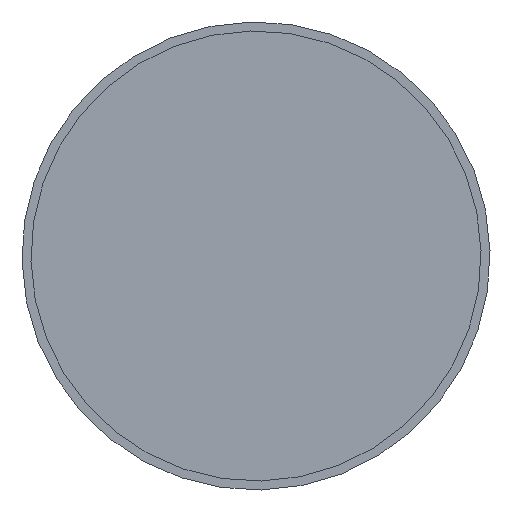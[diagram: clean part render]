
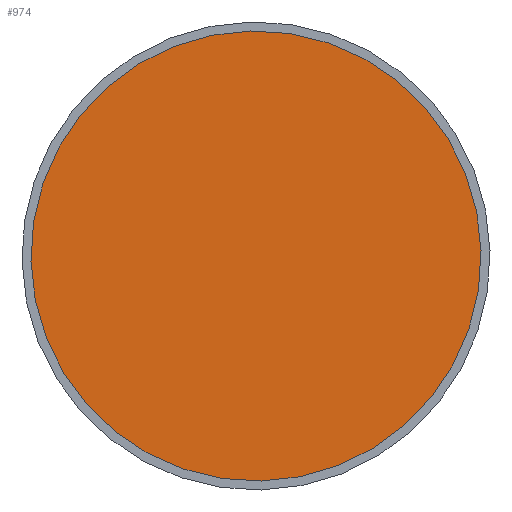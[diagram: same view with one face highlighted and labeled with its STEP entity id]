
A CAD part, front view. The second image highlights one B-rep face of the part: STEP entity #974.
In plain terms, the highlighted planar face has unit normal (0, -1, 0).
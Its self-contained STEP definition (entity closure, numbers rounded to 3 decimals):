
#88=PLANE('',#1102);
#130=FACE_OUTER_BOUND('',#189,.T.);
#189=EDGE_LOOP('',(#769,#770));
#302=CIRCLE('',#1103,25.);
#303=CIRCLE('',#1104,25.);
#408=VERTEX_POINT('',#1728);
#409=VERTEX_POINT('',#1729);
#538=EDGE_CURVE('',#408,#409,#302,.T.);
#539=EDGE_CURVE('',#409,#408,#303,.T.);
#769=ORIENTED_EDGE('',*,*,#538,.T.);
#770=ORIENTED_EDGE('',*,*,#539,.T.);
#974=ADVANCED_FACE('',(#130),#88,.T.);
#1102=AXIS2_PLACEMENT_3D('',#1727,#1360,#1361);
#1103=AXIS2_PLACEMENT_3D('',#1730,#1362,#1363);
#1104=AXIS2_PLACEMENT_3D('',#1731,#1364,#1365);
#1360=DIRECTION('center_axis',(0.,-1.,0.));
#1361=DIRECTION('ref_axis',(0.661,0.,-0.751));
#1362=DIRECTION('center_axis',(0.,-1.,0.));
#1363=DIRECTION('ref_axis',(0.751,0.,0.661));
#1364=DIRECTION('center_axis',(0.,-1.,0.));
#1365=DIRECTION('ref_axis',(0.751,0.,0.661));
#1727=CARTESIAN_POINT('Origin',(9.385,-41.077,8.256));
#1728=CARTESIAN_POINT('',(18.77,-41.077,16.513));
#1729=CARTESIAN_POINT('',(-18.77,-41.077,-16.513));
#1730=CARTESIAN_POINT('Origin',(0.,-41.077,
0.));
#1731=CARTESIAN_POINT('Origin',(0.,-41.077,
0.));
